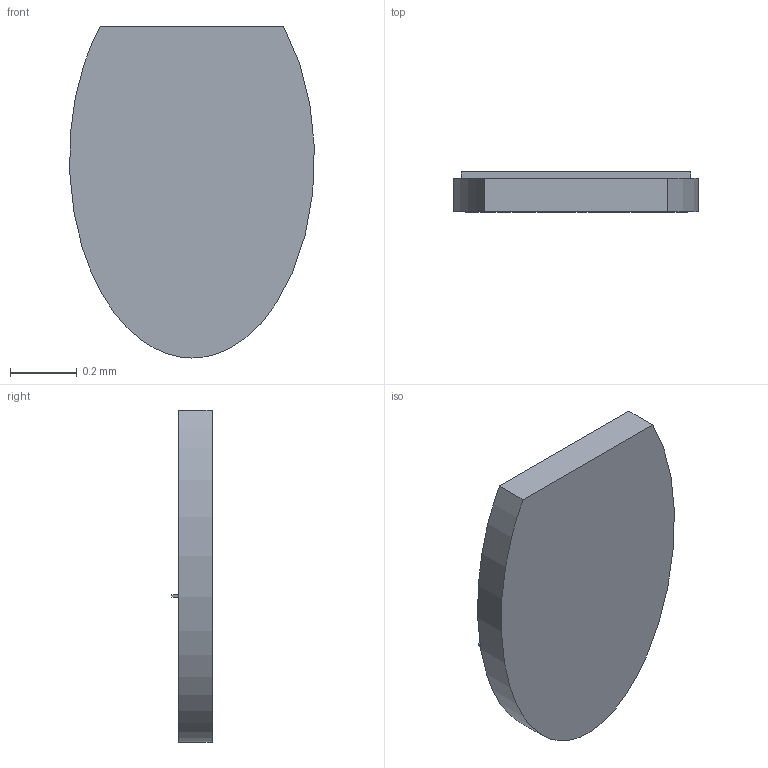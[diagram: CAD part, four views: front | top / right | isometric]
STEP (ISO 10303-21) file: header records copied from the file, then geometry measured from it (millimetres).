
FILE_DESCRIPTION (( 'STEP AP214' ), '1' );
FILE_NAME ('chamber.STEP', '2021-06-03T05:12:05', ( '' ), ( '' ), 'SwSTEP 2.0', 'SolidWorks 2019', '' );
FILE_SCHEMA (( 'AUTOMOTIVE_DESIGN' ));
Length unit declared in the file: micrometre
Products named in the file (1): chamber
Bounding box: 0.73 x 0.12 x 0.99 mm (x, y, z)
Volume: 0 mm3; surface area: 1.9 mm2
Topology: 1 solids, 1 shells, 17 faces, 38 edges, 24 vertices
Faces by surface type: plane 9, bspline 8
Entity records: 580 total; most frequent: CARTESIAN_POINT 228, ORIENTED_EDGE 76, DIRECTION 42, EDGE_CURVE 38, VERTEX_POINT 24, LINE 22, VECTOR 22, EDGE_LOOP 18
